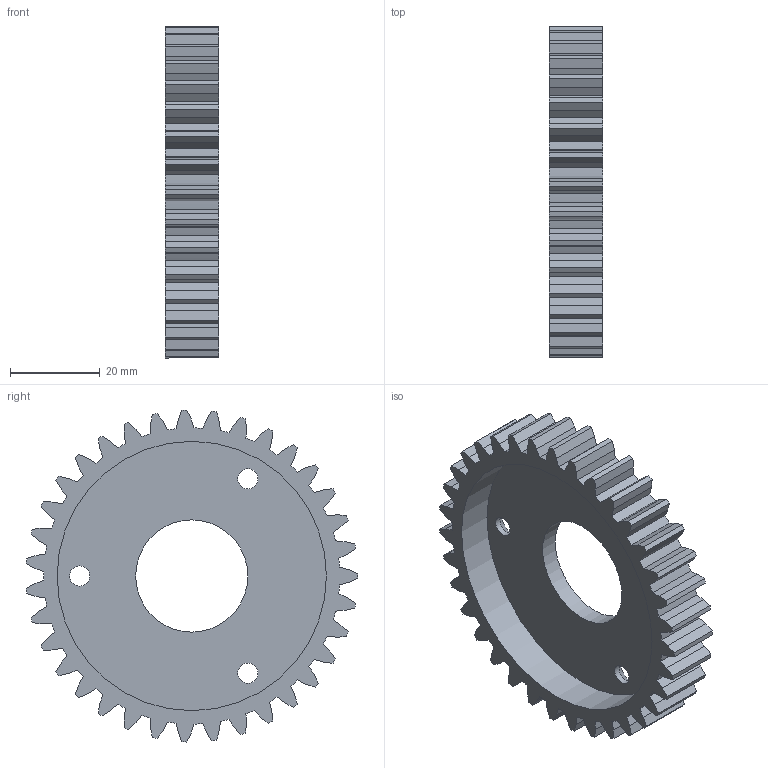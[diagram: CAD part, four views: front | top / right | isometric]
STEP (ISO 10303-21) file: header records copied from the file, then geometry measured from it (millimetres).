
FILE_DESCRIPTION(('STEP AP214'),'1');
FILE_NAME('BMR-021a PIGNON CODEUR.step','2016-02-17T21:08:16',(' '),(' '),'Spatial InterOp 3D',' ',' ');
FILE_SCHEMA(('automotive_design'));
Length unit declared in the file: millimetre
Products named in the file (1): 1
Bounding box: 12 x 73.9 x 73.97 mm (x, y, z)
Volume: 20621.5 mm3; surface area: 13399.2 mm2
Topology: 1 solids, 1 shells, 221 faces, 656 edges, 438 vertices
Faces by surface type: plane 143, cylinder 75, cone 3
Full cylindrical faces by diameter (mm): 4.5 x3, 25 x1, 60 x1
Entity records: 9114 total; most frequent: CARTESIAN_POINT 1298, ORIENTED_EDGE 1286, DIRECTION 1240, EDGE_CURVE 643, LINE 490, VECTOR 490, VERTEX_POINT 433, AXIS2_PLACEMENT_3D 375
